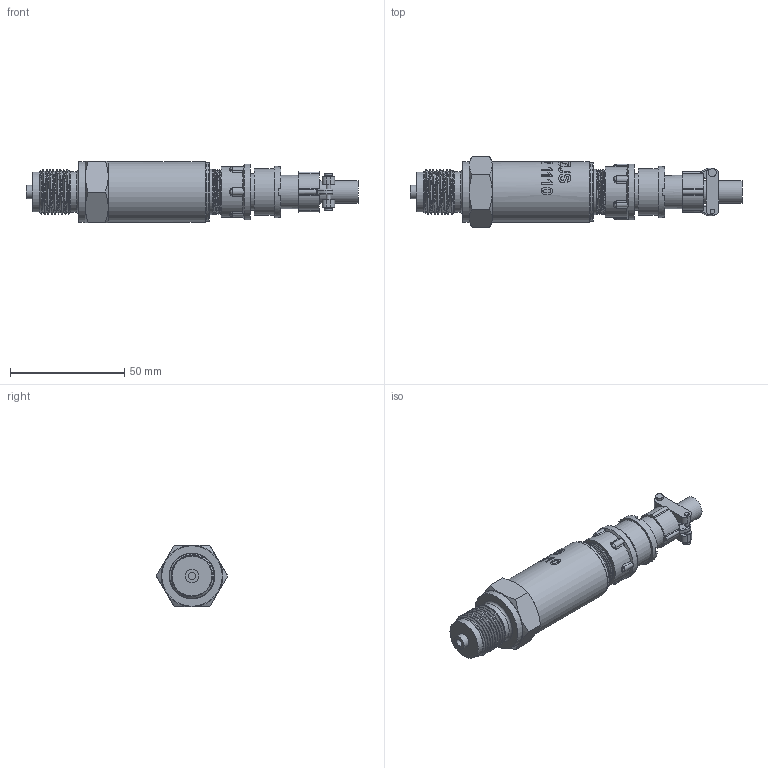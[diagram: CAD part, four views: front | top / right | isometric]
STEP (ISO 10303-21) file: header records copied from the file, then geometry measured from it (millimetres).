
FILE_DESCRIPTION(/* description */ (''),/* implementation_level */ '2;1');
FILE_NAME(/* name */ 'APZ1110_sqq_2RMDT.step',/* time_stamp */ '2021-08-03T13:50:23+03:00',/* author */ (''),/* organization */ (''),/* preprocessor_version */ 'ST-DEVELOPER v18.1',/* originating_system */ 'Autodesk Translation Framework v10.9.0.1377',/* authorisation */ '');
FILE_SCHEMA (('AUTOMOTIVE_DESIGN { 1 0 10303 214 3 1 1 }'));
Length unit declared in the file: millimetre
Products named in the file (5): АПЗ 1110 - filled; СТ063.000.083 (стакан 
с вальцем) v2; RMDT male v5; RMDT female v7; M20x1,5 EN
Assembly tree (4 placements, depth 2):
  АПЗ 1110 - filled
    СТ063.000.083 (стакан 
с вальцем) v2
    RMDT male v5
    RMDT female v7
    M20x1,5 EN
Bounding box: 145.42 x 31.18 x 27 mm (x, y, z)
Volume: 53559.3 mm3; surface area: 19096.7 mm2
Topology: 3 solids, 3 shells, 724 faces, 1873 edges, 1224 vertices
Faces by surface type: bspline 331, plane 187, cylinder 165, cone 22, torus 15, sphere 4
Full cylindrical faces by diameter (mm): 1 x4, 2 x20, 3.3 x1, 3.5 x2, 6 x1, 9 x1, 10 x1, 11 x1, 13 x1, 14.5 x1, 15 x1, 15.8 x1, 16 x2, 16.741 x2, 17.5 x1, 17.8 x1, 17.884 x2, 18 x1, 18.137 x8, 18.741 x8, 19.8 x1, 19.85 x7, 19.884 x9, 20 x1, 20.5 x1, 22.3 x1, 22.5 x2, 24.5 x3, 25.5 x1, 26.5 x2
Entity records: 36062 total; most frequent: CARTESIAN_POINT 20485, ORIENTED_EDGE 3738, DIRECTION 2204, EDGE_CURVE 1869, VERTEX_POINT 1224, EDGE_LOOP 805, B_SPLINE_CURVE_WITH_KNOTS 785, AXIS2_PLACEMENT_3D 742
